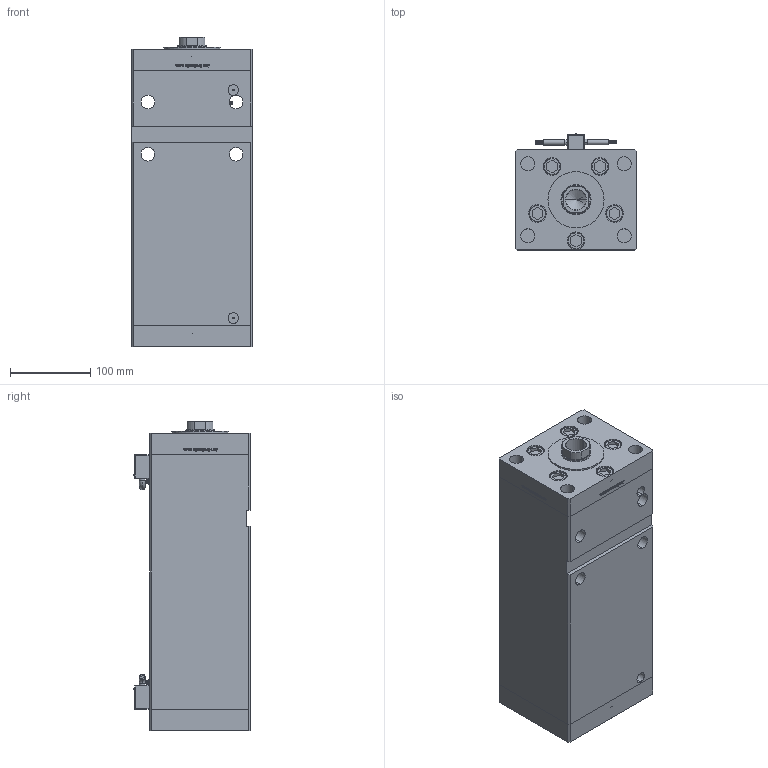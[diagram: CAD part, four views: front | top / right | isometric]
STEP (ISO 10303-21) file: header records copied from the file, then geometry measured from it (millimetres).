
FILE_DESCRIPTION (( 'STEP AP203' ), '1' );
FILE_NAME ('517c.STEP', '2024-01-09T01:12:12', ( '' ), ( '' ), 'SwSTEP 2.0', 'SolidWorks 2019', '' );
FILE_SCHEMA (( 'CONFIG_CONTROL_DESIGN' ));
Length unit declared in the file: millimetre
Products named in the file (7): ALLEN BOLT 6a94e318099ac37e2d3dd8fd0b6f008a; V220C_FRONT_E 6a94e318099ac37e2d3dd8fd0b6f008a; 517c; Magnetic_Switch_MSU4 6a94e318099ac37e2d3dd8fd0b6f008a; V220C BACK_E 6a94e318099ac37e2d3dd8fd0b6f008a; V220C_VC_E 6a94e318099ac37e2d3dd8fd0b6f008a; V220C_E MIDDLE 6a94e318099ac37e2d3dd8fd0b6f008a
Assembly tree (16 placements, depth 2):
  517c
    V220C BACK_E 6a94e318099ac37e2d3dd8fd0b6f008a
    V220C_E MIDDLE 6a94e318099ac37e2d3dd8fd0b6f008a
    V220C_FRONT_E 6a94e318099ac37e2d3dd8fd0b6f008a
    ALLEN BOLT 6a94e318099ac37e2d3dd8fd0b6f008a  x10
    Magnetic_Switch_MSU4 6a94e318099ac37e2d3dd8fd0b6f008a  x2
    V220C_VC_E 6a94e318099ac37e2d3dd8fd0b6f008a
Bounding box: 150 x 145.1 x 386 mm (x, y, z)
Volume: 5639659.8 mm3; surface area: 548375.1 mm2
Topology: 16 solids, 18 shells, 1418 faces, 3487 edges, 2261 vertices
Faces by surface type: plane 553, bspline 484, cylinder 255, torus 52, cone 50, sphere 24
Entity records: 56043 total; most frequent: CARTESIAN_POINT 30909, ORIENTED_EDGE 5668, DIRECTION 3550, EDGE_CURVE 2834, VERTEX_POINT 1872, VECTOR 1460, LINE 1460, EDGE_LOOP 1310
